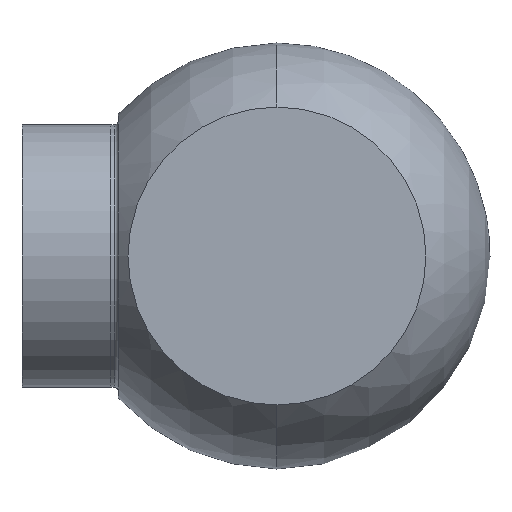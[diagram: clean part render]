
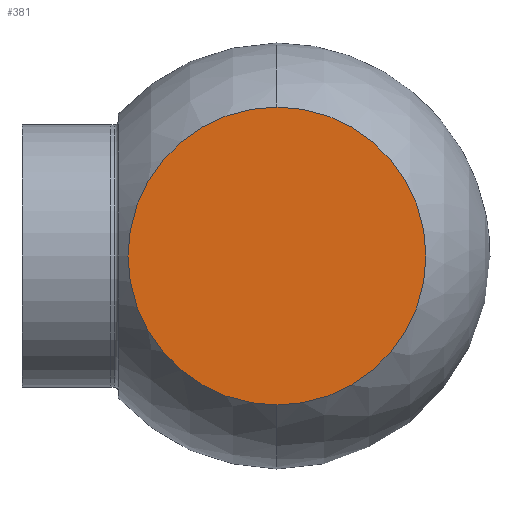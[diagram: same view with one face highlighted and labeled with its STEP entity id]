
A CAD part, front view. The second image highlights one B-rep face of the part: STEP entity #381.
In plain terms, the highlighted planar face has unit normal (0, -1, 0).
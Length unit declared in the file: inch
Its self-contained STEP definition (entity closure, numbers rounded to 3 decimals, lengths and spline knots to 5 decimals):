
#7 = CARTESIAN_POINT ( 'NONE',  ( 0., -2.323, -2.27292 ) ) ;
#40 = DIRECTION ( 'NONE',  ( 0., 1., 0. ) ) ;
#41 = DIRECTION ( 'NONE',  ( 0., 1., 0. ) ) ;
#45 = CIRCLE ( 'NONE', #475, 2.27292 ) ;
#90 = ORIENTED_EDGE ( 'NONE', *, *, #416, .F. ) ;
#99 = CARTESIAN_POINT ( 'NONE',  ( 0., -2.323, 0. ) ) ;
#131 = CIRCLE ( 'NONE', #209, 2.27292 ) ;
#145 = VERTEX_POINT ( 'NONE', #7 ) ;
#146 = DIRECTION ( 'NONE',  ( -1., 0., 0. ) ) ;
#168 = EDGE_LOOP ( 'NONE', ( #90, #400 ) ) ;
#209 = AXIS2_PLACEMENT_3D ( 'NONE', #325, #41, #379 ) ;
#311 = FACE_OUTER_BOUND ( 'NONE', #168, .T. ) ;
#324 = PLANE ( 'NONE',  #353 ) ;
#325 = CARTESIAN_POINT ( 'NONE',  ( 0., -2.323, 0. ) ) ;
#353 = AXIS2_PLACEMENT_3D ( 'NONE', #631, #40, #378 ) ;
#378 = DIRECTION ( 'NONE',  ( -1., 0., 0. ) ) ;
#379 = DIRECTION ( 'NONE',  ( -1., 0., 0. ) ) ;
#381 = ADVANCED_FACE ( 'NONE', ( #311 ), #324, .F. ) ;
#400 = ORIENTED_EDGE ( 'NONE', *, *, #505, .F. ) ;
#416 = EDGE_CURVE ( 'NONE', #577, #145, #45, .T. ) ;
#432 = DIRECTION ( 'NONE',  ( 0., 1., 0. ) ) ;
#434 = CARTESIAN_POINT ( 'NONE',  ( 0., -2.323, 2.27292 ) ) ;
#475 = AXIS2_PLACEMENT_3D ( 'NONE', #99, #432, #146 ) ;
#505 = EDGE_CURVE ( 'NONE', #145, #577, #131, .T. ) ;
#577 = VERTEX_POINT ( 'NONE', #434 ) ;
#631 = CARTESIAN_POINT ( 'NONE',  ( 0., -2.323, 2.27292 ) ) ;
